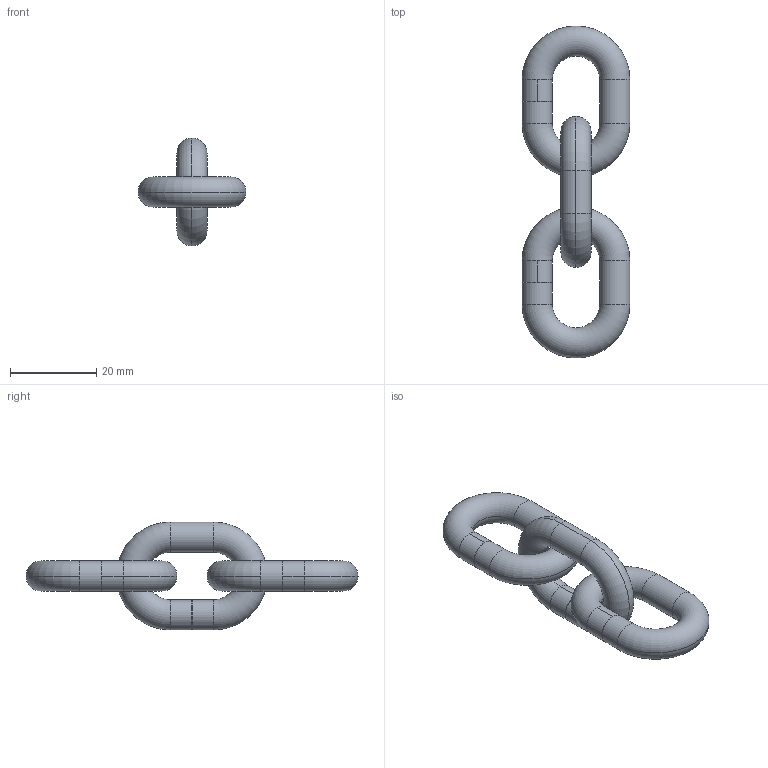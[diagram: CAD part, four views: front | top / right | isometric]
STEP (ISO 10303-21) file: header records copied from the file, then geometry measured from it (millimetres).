
FILE_DESCRIPTION (( 'STEP AP203' ), '1' );
FILE_NAME ('T28000.STEP', '2018-07-18T15:42:06', ( '' ), ( '' ), 'SwSTEP 2.0', 'SolidWorks 2016', '' );
FILE_SCHEMA (( 'CONFIG_CONTROL_DESIGN' ));
Length unit declared in the file: millimetre
Products named in the file (1): T28000
Bounding box: 25 x 76.96 x 25 mm (x, y, z)
Volume: 8826.3 mm3; surface area: 5274.5 mm2
Topology: 3 solids, 3 shells, 36 faces, 70 edges, 40 vertices
Faces by surface type: cylinder 18, torus 12, plane 6
Entity records: 999 total; most frequent: DIRECTION 196, CARTESIAN_POINT 147, ORIENTED_EDGE 140, AXIS2_PLACEMENT_3D 89, EDGE_CURVE 70, CIRCLE 52, VERTEX_POINT 40, ADVANCED_FACE 36
